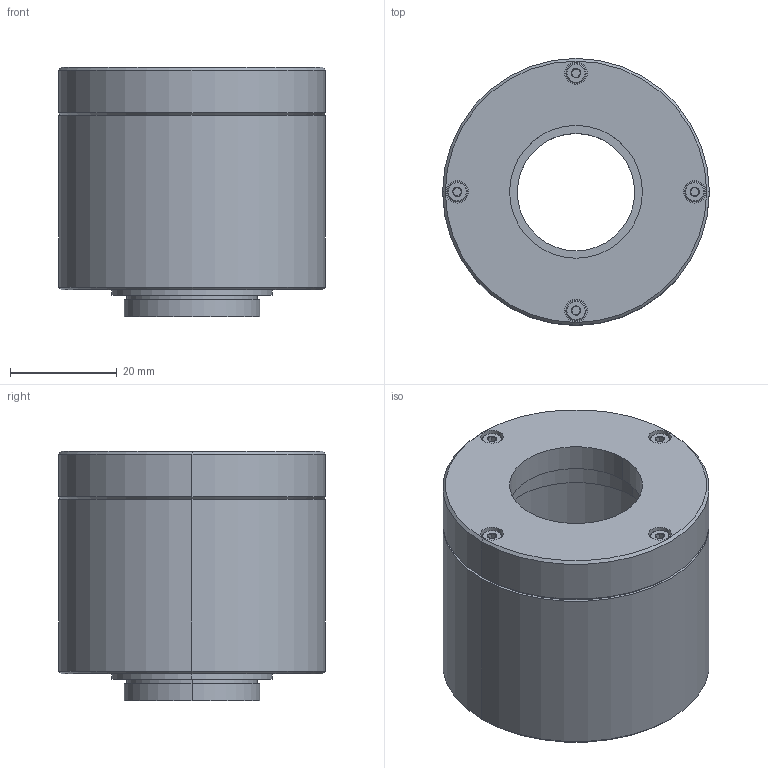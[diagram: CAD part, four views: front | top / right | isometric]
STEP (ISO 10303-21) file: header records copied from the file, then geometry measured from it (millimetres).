
FILE_DESCRIPTION (( 'STEP AP203' ), '1' );
FILE_NAME ('Web Model 58329_58329.step', '2018-11-14T14:35:21', ( '' ), ( '' ), 'SwSTEP 2.0', 'SolidWorks 2016', '' );
FILE_SCHEMA (( 'CONFIG_CONTROL_DESIGN' ));
Length unit declared in the file: millimetre
Products named in the file (1): Web Model 58329_58329
Bounding box: 50 x 50 x 46.7 mm (x, y, z)
Volume: 38089.8 mm3; surface area: 19376.3 mm2
Topology: 6 solids, 6 shells, 612 faces, 1649 edges, 1061 vertices
Faces by surface type: cylinder 456, cone 93, plane 55, bspline 8
Entity records: 28352 total; most frequent: CARTESIAN_POINT 15313, ORIENTED_EDGE 3270, DIRECTION 2225, EDGE_CURVE 1635, VERTEX_POINT 1061, AXIS2_PLACEMENT_3D 831, EDGE_LOOP 650, ADVANCED_FACE 612
